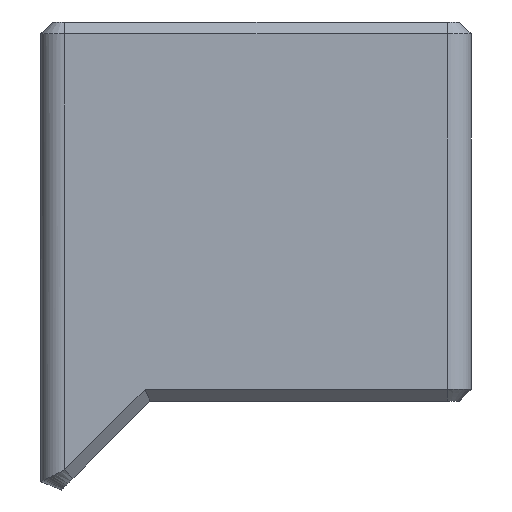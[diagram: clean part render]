
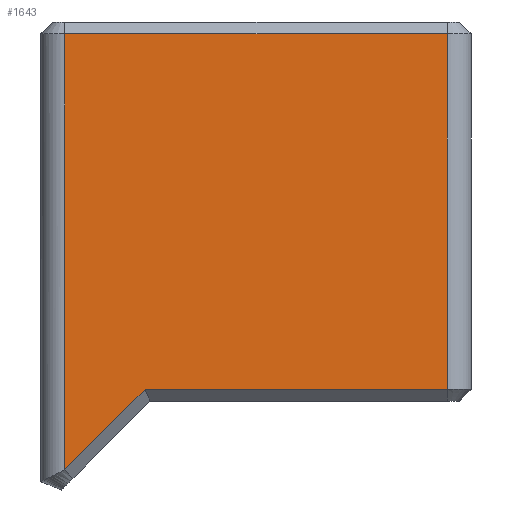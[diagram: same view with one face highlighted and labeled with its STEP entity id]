
A CAD part, left-side view. The second image highlights one B-rep face of the part: STEP entity #1643.
In plain terms, the highlighted planar face has unit normal (-1, 0, 0).
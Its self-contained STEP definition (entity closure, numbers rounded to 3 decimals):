
#13 = CARTESIAN_POINT ( 'NONE',  ( -13.3, 11.007, 4.5 ) ) ;
#82 = LINE ( 'NONE', #1604, #2282 ) ;
#183 = DIRECTION ( 'NONE',  ( -1., 0., 0. ) ) ;
#188 = VERTEX_POINT ( 'NONE', #476 ) ;
#273 = CARTESIAN_POINT ( 'NONE',  ( -13.3, -1.75, 4.5 ) ) ;
#287 = EDGE_CURVE ( 'NONE', #1519, #2195, #462, .T. ) ;
#462 = LINE ( 'NONE', #1626, #2277 ) ;
#476 = CARTESIAN_POINT ( 'NONE',  ( -13.3, -1.75, 19.5 ) ) ;
#496 = CARTESIAN_POINT ( 'NONE',  ( -13.3, 14.4, 1.107 ) ) ;
#503 = CARTESIAN_POINT ( 'NONE',  ( -13.3, -1.75, 4.5 ) ) ;
#573 = CARTESIAN_POINT ( 'NONE',  ( -13.3, 0., 19.5 ) ) ;
#586 = ORIENTED_EDGE ( 'NONE', *, *, #932, .T. ) ;
#710 = DIRECTION ( 'NONE',  ( 0., 0., 1. ) ) ;
#846 = VECTOR ( 'NONE', #1661, 1000. ) ;
#860 = EDGE_CURVE ( 'NONE', #2195, #1118, #1296, .T. ) ;
#878 = ORIENTED_EDGE ( 'NONE', *, *, #1078, .T. ) ;
#920 = CARTESIAN_POINT ( 'NONE',  ( -13.3, 0., 20. ) ) ;
#932 = EDGE_CURVE ( 'NONE', #1908, #1519, #1652, .T. ) ;
#934 = FACE_OUTER_BOUND ( 'NONE', #1194, .T. ) ;
#1005 = AXIS2_PLACEMENT_3D ( 'NONE', #920, #183, #710 ) ;
#1016 = CARTESIAN_POINT ( 'NONE',  ( -13.3, 14.4, 19.5 ) ) ;
#1078 = EDGE_CURVE ( 'NONE', #1118, #188, #82, .T. ) ;
#1118 = VERTEX_POINT ( 'NONE', #273 ) ;
#1194 = EDGE_LOOP ( 'NONE', ( #878, #1973, #586, #1988, #2313 ) ) ;
#1296 = LINE ( 'NONE', #503, #846 ) ;
#1330 = DIRECTION ( 'NONE',  ( 0., 1., 0. ) ) ;
#1462 = CARTESIAN_POINT ( 'NONE',  ( -13.3, 14.4, 20. ) ) ;
#1466 = PLANE ( 'NONE',  #1005 ) ;
#1519 = VERTEX_POINT ( 'NONE', #496 ) ;
#1570 = DIRECTION ( 'NONE',  ( 0., -0.707, 0.707 ) ) ;
#1604 = CARTESIAN_POINT ( 'NONE',  ( -13.3, -1.75, 20. ) ) ;
#1626 = CARTESIAN_POINT ( 'NONE',  ( -13.3, 14.4, 1.107 ) ) ;
#1643 = ADVANCED_FACE ( 'NONE', ( #934 ), #1466, .T. ) ;
#1645 = DIRECTION ( 'NONE',  ( 0., 0., 1. ) ) ;
#1647 = VECTOR ( 'NONE', #1330, 1000. ) ;
#1652 = LINE ( 'NONE', #1462, #1878 ) ;
#1661 = DIRECTION ( 'NONE',  ( 0., -1., 0. ) ) ;
#1878 = VECTOR ( 'NONE', #2227, 1000. ) ;
#1908 = VERTEX_POINT ( 'NONE', #1016 ) ;
#1973 = ORIENTED_EDGE ( 'NONE', *, *, #2316, .T. ) ;
#1988 = ORIENTED_EDGE ( 'NONE', *, *, #287, .T. ) ;
#2195 = VERTEX_POINT ( 'NONE', #13 ) ;
#2227 = DIRECTION ( 'NONE',  ( 0., 0., -1. ) ) ;
#2277 = VECTOR ( 'NONE', #1570, 1000. ) ;
#2282 = VECTOR ( 'NONE', #1645, 1000. ) ;
#2290 = LINE ( 'NONE', #573, #1647 ) ;
#2313 = ORIENTED_EDGE ( 'NONE', *, *, #860, .T. ) ;
#2316 = EDGE_CURVE ( 'NONE', #188, #1908, #2290, .T. ) ;
